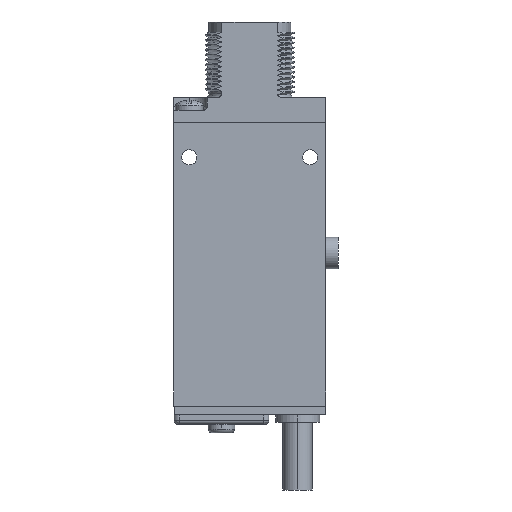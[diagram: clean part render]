
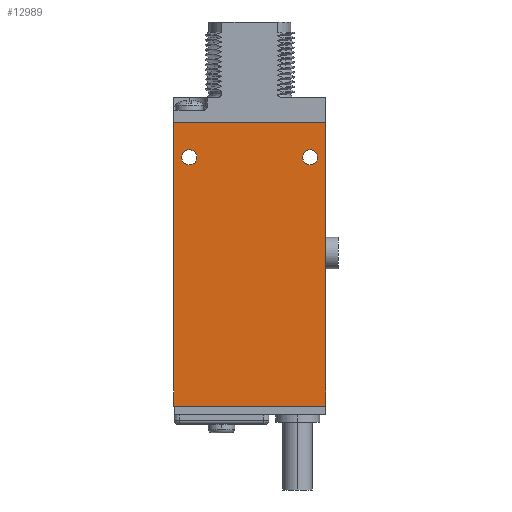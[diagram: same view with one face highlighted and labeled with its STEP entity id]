
A CAD part, left-side view. The second image highlights one B-rep face of the part: STEP entity #12989.
In plain terms, the highlighted planar face has unit normal (-1, 0, 0).
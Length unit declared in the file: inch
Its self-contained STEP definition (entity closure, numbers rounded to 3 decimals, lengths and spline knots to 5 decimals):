
#2085=DIRECTION('',(0.,0.,-1.));
#2086=VECTOR('',#2085,2.25);
#2087=CARTESIAN_POINT('',(-0.24,0.,0.));
#2088=LINE('',#2087,#2086);
#2089=DIRECTION('',(0.,1.,0.));
#2090=VECTOR('',#2089,1.21);
#2091=CARTESIAN_POINT('',(-0.24,0.,-2.25));
#2092=LINE('',#2091,#2090);
#2093=DIRECTION('',(0.,0.,1.));
#2094=VECTOR('',#2093,2.25);
#2095=CARTESIAN_POINT('',(-0.24,1.21,-2.25));
#2096=LINE('',#2095,#2094);
#2097=DIRECTION('',(0.,-1.,0.));
#2098=VECTOR('',#2097,1.21);
#2099=CARTESIAN_POINT('',(-0.24,1.21,0.));
#2100=LINE('',#2099,#2098);
#2101=CARTESIAN_POINT('',(-0.24,1.085,-0.275));
#2102=DIRECTION('',(1.,0.,0.));
#2103=DIRECTION('',(0.,0.,-1.));
#2104=AXIS2_PLACEMENT_3D('',#2101,#2102,#2103);
#2106=CARTESIAN_POINT('',(-0.24,1.085,-0.275));
#2107=DIRECTION('',(1.,0.,0.));
#2108=DIRECTION('',(0.,0.,1.));
#2109=AXIS2_PLACEMENT_3D('',#2106,#2107,#2108);
#2111=CARTESIAN_POINT('',(-0.24,0.125,-0.275));
#2112=DIRECTION('',(1.,0.,0.));
#2113=DIRECTION('',(0.,0.,-1.));
#2114=AXIS2_PLACEMENT_3D('',#2111,#2112,#2113);
#2116=CARTESIAN_POINT('',(-0.24,0.125,-0.275));
#2117=DIRECTION('',(1.,0.,0.));
#2118=DIRECTION('',(0.,0.,1.));
#2119=AXIS2_PLACEMENT_3D('',#2116,#2117,#2118);
#8711=CARTESIAN_POINT('',(-0.24,0.,0.));
#8712=CARTESIAN_POINT('',(-0.24,0.,-2.25));
#8713=VERTEX_POINT('',#8711);
#8714=VERTEX_POINT('',#8712);
#8715=CARTESIAN_POINT('',(-0.24,1.21,-2.25));
#8716=VERTEX_POINT('',#8715);
#8717=CARTESIAN_POINT('',(-0.24,1.21,0.));
#8718=VERTEX_POINT('',#8717);
#8735=CARTESIAN_POINT('',(-0.24,1.085,-0.335));
#8736=CARTESIAN_POINT('',(-0.24,1.085,-0.215));
#8737=VERTEX_POINT('',#8735);
#8738=VERTEX_POINT('',#8736);
#8739=CARTESIAN_POINT('',(-0.24,0.125,-0.335));
#8740=CARTESIAN_POINT('',(-0.24,0.125,-0.215));
#8741=VERTEX_POINT('',#8739);
#8742=VERTEX_POINT('',#8740);
#12963=CARTESIAN_POINT('',(-0.24,0.,0.));
#12964=DIRECTION('',(1.,0.,0.));
#12965=DIRECTION('',(0.,0.,-1.));
#12966=AXIS2_PLACEMENT_3D('',#12963,#12964,#12965);
#12967=PLANE('',#12966);
#12969=ORIENTED_EDGE('',*,*,#12968,.T.);
#12971=ORIENTED_EDGE('',*,*,#12970,.T.);
#12973=ORIENTED_EDGE('',*,*,#12972,.T.);
#12974=ORIENTED_EDGE('',*,*,#12943,.T.);
#12975=EDGE_LOOP('',(#12969,#12971,#12973,#12974));
#12976=FACE_OUTER_BOUND('',#12975,.F.);
#12978=ORIENTED_EDGE('',*,*,#12977,.F.);
#12980=ORIENTED_EDGE('',*,*,#12979,.F.);
#12981=EDGE_LOOP('',(#12978,#12980));
#12982=FACE_BOUND('',#12981,.F.);
#12984=ORIENTED_EDGE('',*,*,#12983,.F.);
#12986=ORIENTED_EDGE('',*,*,#12985,.F.);
#12987=EDGE_LOOP('',(#12984,#12986));
#12988=FACE_BOUND('',#12987,.F.);
#12989=ADVANCED_FACE('',(#12976,#12982,#12988),#12967,.F.);
#2105=CIRCLE('',#2104,0.06);
#2110=CIRCLE('',#2109,0.06);
#2115=CIRCLE('',#2114,0.06);
#2120=CIRCLE('',#2119,0.06);
#12943=EDGE_CURVE('',#8718,#8713,#2100,.T.);
#12968=EDGE_CURVE('',#8713,#8714,#2088,.T.);
#12970=EDGE_CURVE('',#8714,#8716,#2092,.T.);
#12972=EDGE_CURVE('',#8716,#8718,#2096,.T.);
#12977=EDGE_CURVE('',#8737,#8738,#2105,.T.);
#12979=EDGE_CURVE('',#8738,#8737,#2110,.T.);
#12983=EDGE_CURVE('',#8741,#8742,#2115,.T.);
#12985=EDGE_CURVE('',#8742,#8741,#2120,.T.);
